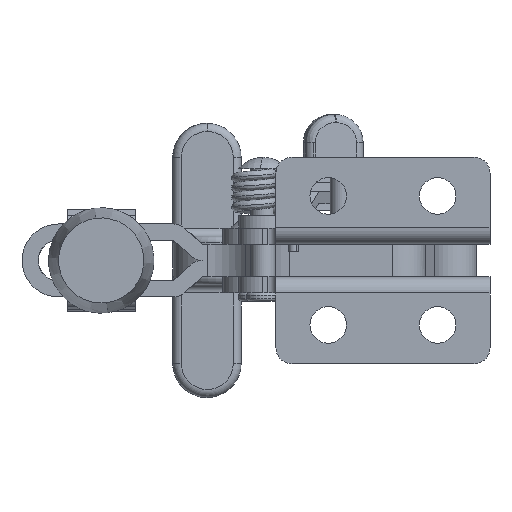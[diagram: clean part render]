
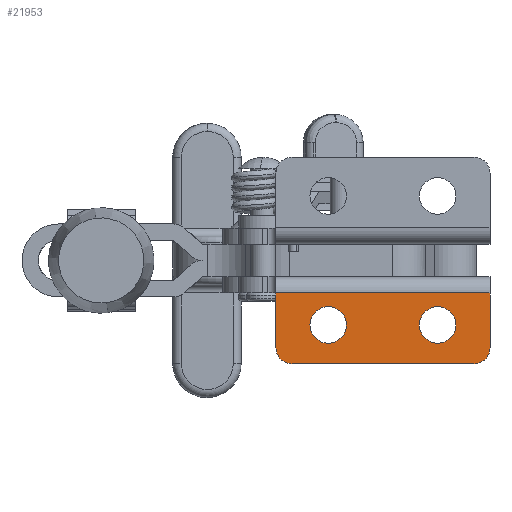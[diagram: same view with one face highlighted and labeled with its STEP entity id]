
A CAD part, front view. The second image highlights one B-rep face of the part: STEP entity #21953.
In plain terms, the highlighted planar face has unit normal (0, -1, 0).
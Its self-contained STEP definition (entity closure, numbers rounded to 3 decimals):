
#713 = DIRECTION ( 'NONE',  ( -1., 0., 0. ) ) ;
#721 = CARTESIAN_POINT ( 'NONE',  ( -8.7, 7.69, -11.952 ) ) ;
#886 = FACE_OUTER_BOUND ( 'NONE', #5289, .T. ) ;
#1510 = DIRECTION ( 'NONE',  ( 0., -1., 0. ) ) ;
#1716 = LINE ( 'NONE', #24932, #6951 ) ;
#2500 = EDGE_CURVE ( 'NONE', #21181, #12033, #6972, .T. ) ;
#2658 = ORIENTED_EDGE ( 'NONE', *, *, #24687, .F. ) ;
#2933 = AXIS2_PLACEMENT_3D ( 'NONE', #5867, #19574, #7822 ) ;
#3372 = ORIENTED_EDGE ( 'NONE', *, *, #2500, .T. ) ;
#3567 = DIRECTION ( 'NONE',  ( 0., 1., 0. ) ) ;
#3638 = VERTEX_POINT ( 'NONE', #721 ) ;
#3877 = VECTOR ( 'NONE', #7900, 1000. ) ;
#4204 = ORIENTED_EDGE ( 'NONE', *, *, #24375, .F. ) ;
#4337 = VERTEX_POINT ( 'NONE', #19507 ) ;
#4998 = VERTEX_POINT ( 'NONE', #15632 ) ;
#5289 = EDGE_LOOP ( 'NONE', ( #20550, #3372, #14047, #7548, #18947, #2658 ) ) ;
#5317 = VERTEX_POINT ( 'NONE', #19209 ) ;
#5644 = CARTESIAN_POINT ( 'NONE',  ( -6.45, 7.69, -11.952 ) ) ;
#5867 = CARTESIAN_POINT ( 'NONE',  ( -24.4, 7.69, -14.752 ) ) ;
#6313 = EDGE_CURVE ( 'NONE', #17858, #4998, #22099, .T. ) ;
#6951 = VECTOR ( 'NONE', #11275, 1000. ) ;
#6972 = CIRCLE ( 'NONE', #2933, 2. ) ;
#7049 = CIRCLE ( 'NONE', #16239, 2.25 ) ;
#7111 = VERTEX_POINT ( 'NONE', #16300 ) ;
#7314 = AXIS2_PLACEMENT_3D ( 'NONE', #24193, #12496, #713 ) ;
#7548 = ORIENTED_EDGE ( 'NONE', *, *, #6313, .T. ) ;
#7597 = DIRECTION ( 'NONE',  ( 1., 0., 0. ) ) ;
#7822 = DIRECTION ( 'NONE',  ( 1., 0., 0. ) ) ;
#7863 = EDGE_CURVE ( 'NONE', #4337, #5317, #7049, .T. ) ;
#7900 = DIRECTION ( 'NONE',  ( 1., 0., 0. ) ) ;
#7920 = VECTOR ( 'NONE', #11567, 1000. ) ;
#8033 = VERTEX_POINT ( 'NONE', #13510 ) ;
#8385 = EDGE_LOOP ( 'NONE', ( #10198, #9564 ) ) ;
#8951 = EDGE_CURVE ( 'NONE', #4998, #7111, #12555, .T. ) ;
#9139 = DIRECTION ( 'NONE',  ( 0., -1., 0. ) ) ;
#9483 = CIRCLE ( 'NONE', #15063, 2.25 ) ;
#9564 = ORIENTED_EDGE ( 'NONE', *, *, #15852, .F. ) ;
#10129 = FACE_BOUND ( 'NONE', #21253, .T. ) ;
#10191 = LINE ( 'NONE', #18875, #15411 ) ;
#10198 = ORIENTED_EDGE ( 'NONE', *, *, #7863, .F. ) ;
#10316 = AXIS2_PLACEMENT_3D ( 'NONE', #17209, #3567, #17291 ) ;
#10692 = ORIENTED_EDGE ( 'NONE', *, *, #16265, .F. ) ;
#11275 = DIRECTION ( 'NONE',  ( 0., 0., -1. ) ) ;
#11433 = AXIS2_PLACEMENT_3D ( 'NONE', #5644, #19369, #7597 ) ;
#11567 = DIRECTION ( 'NONE',  ( 0., 0., 1. ) ) ;
#11598 = DIRECTION ( 'NONE',  ( 0., -1., 0. ) ) ;
#12033 = VERTEX_POINT ( 'NONE', #19002 ) ;
#12191 = CARTESIAN_POINT ( 'NONE',  ( -2., 7.69, -16.752 ) ) ;
#12496 = DIRECTION ( 'NONE',  ( 0., -1., 0. ) ) ;
#12555 = LINE ( 'NONE', #21329, #7920 ) ;
#12644 = AXIS2_PLACEMENT_3D ( 'NONE', #20862, #9139, #22815 ) ;
#13290 = CARTESIAN_POINT ( 'NONE',  ( -19.95, 7.69, -11.952 ) ) ;
#13510 = CARTESIAN_POINT ( 'NONE',  ( -26.4, 7.69, -8.01 ) ) ;
#14047 = ORIENTED_EDGE ( 'NONE', *, *, #21241, .T. ) ;
#14356 = LINE ( 'NONE', #23463, #3877 ) ;
#15063 = AXIS2_PLACEMENT_3D ( 'NONE', #23282, #11598, #25262 ) ;
#15257 = DIRECTION ( 'NONE',  ( 1., 0., 0. ) ) ;
#15411 = VECTOR ( 'NONE', #20838, 1000. ) ;
#15632 = CARTESIAN_POINT ( 'NONE',  ( 0., 7.69, -14.752 ) ) ;
#15852 = EDGE_CURVE ( 'NONE', #5317, #4337, #9483, .T. ) ;
#15953 = FACE_BOUND ( 'NONE', #8385, .T. ) ;
#16239 = AXIS2_PLACEMENT_3D ( 'NONE', #13290, #1510, #15257 ) ;
#16265 = EDGE_CURVE ( 'NONE', #25015, #3638, #17149, .T. ) ;
#16300 = CARTESIAN_POINT ( 'NONE',  ( 0., 7.69, -8.01 ) ) ;
#16908 = CARTESIAN_POINT ( 'NONE',  ( -4.2, 7.69, -11.952 ) ) ;
#17149 = CIRCLE ( 'NONE', #11433, 2.25 ) ;
#17209 = CARTESIAN_POINT ( 'NONE',  ( -5.2, 7.69, 13.448 ) ) ;
#17291 = DIRECTION ( 'NONE',  ( 1., 0., 0. ) ) ;
#17858 = VERTEX_POINT ( 'NONE', #12191 ) ;
#18875 = CARTESIAN_POINT ( 'NONE',  ( -2., 7.69, -16.752 ) ) ;
#18947 = ORIENTED_EDGE ( 'NONE', *, *, #8951, .T. ) ;
#19002 = CARTESIAN_POINT ( 'NONE',  ( -24.4, 7.69, -16.752 ) ) ;
#19209 = CARTESIAN_POINT ( 'NONE',  ( -22.2, 7.69, -11.952 ) ) ;
#19369 = DIRECTION ( 'NONE',  ( 0., -1., 0. ) ) ;
#19507 = CARTESIAN_POINT ( 'NONE',  ( -17.7, 7.69, -11.952 ) ) ;
#19574 = DIRECTION ( 'NONE',  ( 0., -1., 0. ) ) ;
#20550 = ORIENTED_EDGE ( 'NONE', *, *, #25265, .T. ) ;
#20838 = DIRECTION ( 'NONE',  ( 1., 0., 0. ) ) ;
#20862 = CARTESIAN_POINT ( 'NONE',  ( -6.45, 7.69, -11.952 ) ) ;
#21181 = VERTEX_POINT ( 'NONE', #24248 ) ;
#21241 = EDGE_CURVE ( 'NONE', #12033, #17858, #10191, .T. ) ;
#21253 = EDGE_LOOP ( 'NONE', ( #10692, #4204 ) ) ;
#21329 = CARTESIAN_POINT ( 'NONE',  ( 0., 7.69, -14.752 ) ) ;
#21953 = ADVANCED_FACE ( 'NONE', ( #15953, #10129, #886 ), #25054, .F. ) ;
#22099 = CIRCLE ( 'NONE', #7314, 2. ) ;
#22815 = DIRECTION ( 'NONE',  ( 1., 0., 0. ) ) ;
#23177 = CIRCLE ( 'NONE', #12644, 2.25 ) ;
#23282 = CARTESIAN_POINT ( 'NONE',  ( -19.95, 7.69, -11.952 ) ) ;
#23463 = CARTESIAN_POINT ( 'NONE',  ( -5.2, 7.69, -8.01 ) ) ;
#24193 = CARTESIAN_POINT ( 'NONE',  ( -2., 7.69, -14.752 ) ) ;
#24248 = CARTESIAN_POINT ( 'NONE',  ( -26.4, 7.69, -14.752 ) ) ;
#24375 = EDGE_CURVE ( 'NONE', #3638, #25015, #23177, .T. ) ;
#24687 = EDGE_CURVE ( 'NONE', #8033, #7111, #14356, .T. ) ;
#24932 = CARTESIAN_POINT ( 'NONE',  ( -26.4, 7.69, -14.752 ) ) ;
#25015 = VERTEX_POINT ( 'NONE', #16908 ) ;
#25054 = PLANE ( 'NONE',  #10316 ) ;
#25262 = DIRECTION ( 'NONE',  ( 1., 0., 0. ) ) ;
#25265 = EDGE_CURVE ( 'NONE', #8033, #21181, #1716, .T. ) ;
